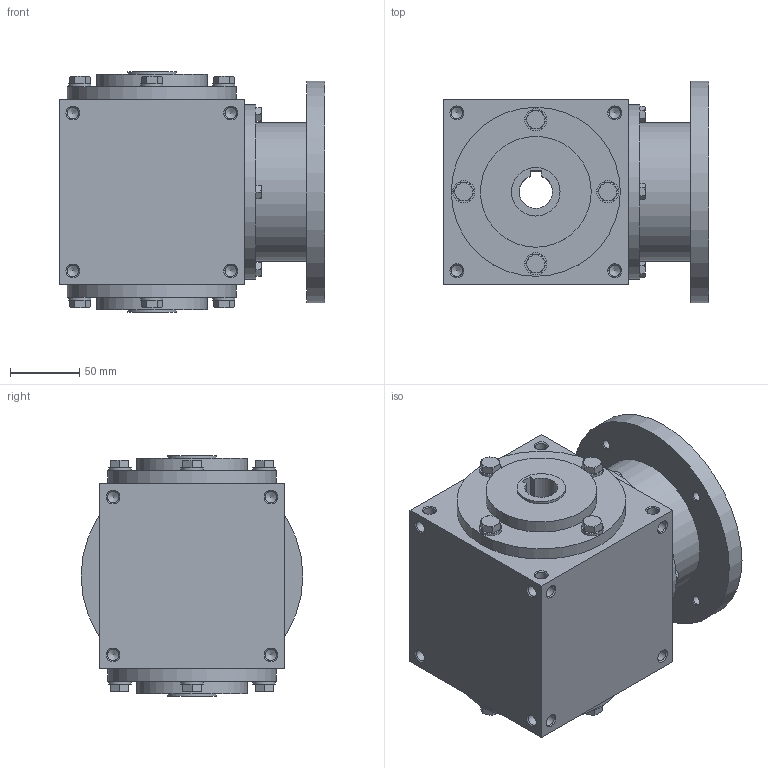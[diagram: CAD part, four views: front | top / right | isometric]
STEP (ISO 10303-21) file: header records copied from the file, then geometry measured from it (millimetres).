
FILE_DESCRIPTION( ( 'STEP AP214' ), '1' );
FILE_NAME( 'MRC134_MC2_R.1_1.5_71_B5.stp', '2018-08-13T13:46:43', ( '' ), ( '' ), ' ', 'PARTsolutions', ' ' );
FILE_SCHEMA( ( 'AUTOMOTIVE_DESIGN { 1 0 10303 214 1 1 1 1 }' ) );
Length unit declared in the file: millimetre
Products named in the file (5): MRC134_MC2_R.1/1.5_71/B5; _MRC13420-case; _MRX134_3-flange; _134-fl_screw; _RC_RR134-screw
Assembly tree (14 placements, depth 2):
  MRC134_MC2_R.1/1.5_71/B5
    _MRC13420-case
    _MRX134_3-flange
    _134-fl_screw  x4
    _RC_RR134-screw  x8
Bounding box: 192 x 160 x 174 mm (x, y, z)
Volume: 3204613.5 mm3; surface area: 228500.6 mm2
Topology: 14 solids, 14 shells, 334 faces, 834 edges, 515 vertices
Faces by surface type: plane 131, cone 128, cylinder 75
Full cylindrical faces by diameter (mm): 6.647 x4, 8.376 x48, 16 x8, 35 x2, 40 x1, 80 x2, 100 x1, 110 x1, 122 x2, 126 x1, 160 x1
Entity records: 6454 total; most frequent: DIRECTION 910, CARTESIAN_POINT 907, ORIENTED_EDGE 632, AXIS2_PLACEMENT_3D 423, EDGE_LOOP 322, EDGE_CURVE 316, VERTEX_POINT 268, FACE_OUTER_BOUND 244
